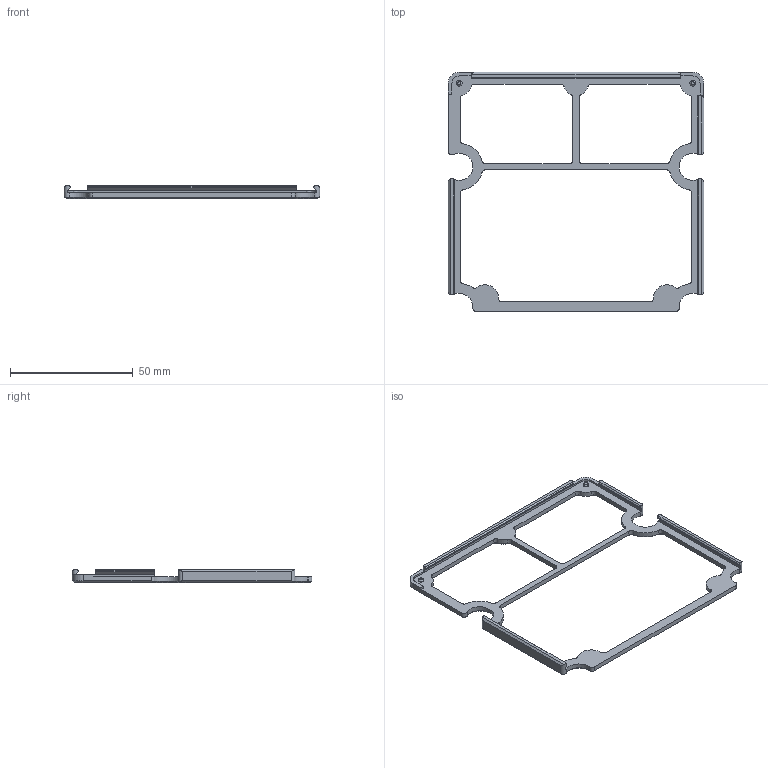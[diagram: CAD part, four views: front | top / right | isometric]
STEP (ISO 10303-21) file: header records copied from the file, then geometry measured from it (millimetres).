
FILE_DESCRIPTION (( 'STEP AP203' ), '1' );
FILE_NAME ('25c-p005b pcb baseplate retrofit.step', '2025-07-27T19:18:38', ( '' ), ( '' ), '', '', '' );
FILE_SCHEMA (( 'CONFIG_CONTROL_DESIGN' ));
Length unit declared in the file: millimetre
Products named in the file (1): 25c-p005b pcb baseplate retrofit
Bounding box: 104 x 97.5 x 5.6 mm (x, y, z)
Volume: 6587.6 mm3; surface area: 8079.3 mm2
Topology: 1 solids, 1 shells, 198 faces, 513 edges, 319 vertices
Faces by surface type: cylinder 73, plane 68, cone 57
Entity records: 6112 total; most frequent: CARTESIAN_POINT 1187, DIRECTION 1051, ORIENTED_EDGE 1026, EDGE_CURVE 513, AXIS2_PLACEMENT_3D 391, VERTEX_POINT 319, VECTOR 269, LINE 269
